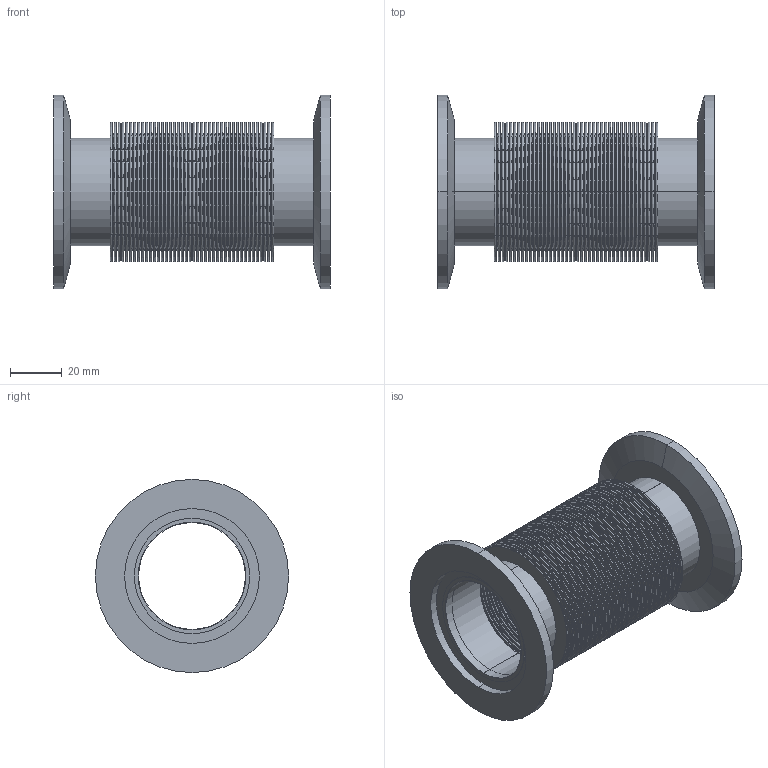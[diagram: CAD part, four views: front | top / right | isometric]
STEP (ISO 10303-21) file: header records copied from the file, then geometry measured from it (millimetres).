
FILE_DESCRIPTION (( 'STEP AP203' ), '1' );
FILE_NAME ('722003_B.STEP', '2024-03-14T08:34:31', ( '' ), ( '' ), 'SwSTEP 2.0', 'SolidWorks 2022', '' );
FILE_SCHEMA (( 'CONFIG_CONTROL_DESIGN' ));
Length unit declared in the file: inch
Products named in the file (1): 722003_B
Bounding box: 107.19 x 74.93 x 74.93 mm (x, y, z)
Volume: 39391.4 mm3; surface area: 157348.6 mm2
Topology: 3 solids, 3 shells, 702 faces, 1404 edges, 880 vertices
Faces by surface type: torus 496, plane 178, cylinder 24, cone 4
Entity records: 19027 total; most frequent: DIRECTION 4186, CARTESIAN_POINT 2987, ORIENTED_EDGE 2808, AXIS2_PLACEMENT_3D 2079, EDGE_CURVE 1404, CIRCLE 1376, EDGE_LOOP 880, VERTEX_POINT 880
